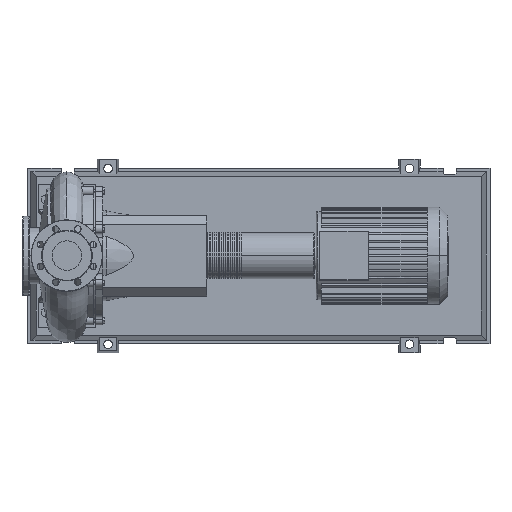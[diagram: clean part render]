
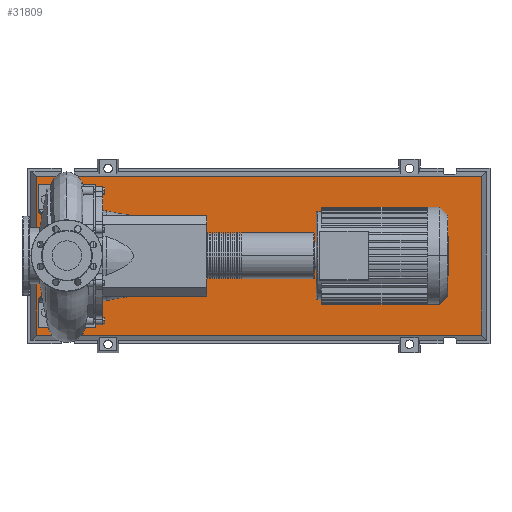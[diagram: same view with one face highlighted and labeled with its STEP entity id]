
A CAD part, top view. The second image highlights one B-rep face of the part: STEP entity #31809.
In plain terms, the highlighted planar face has unit normal (0, 0, 1).
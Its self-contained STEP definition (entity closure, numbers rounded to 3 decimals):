
#31490=CARTESIAN_POINT('',(1155.471,-220.471,103.0));
#31491=VERTEX_POINT('',#31490);
#31498=CARTESIAN_POINT('',(-85.471,-220.471,103.0));
#31499=VERTEX_POINT('',#31498);
#31500=CARTESIAN_POINT('',(1155.471,-220.471,103.0));
#31501=DIRECTION('',(-1.0,0.0,0.0));
#31502=VECTOR('',#31501,1240.941);
#31503=LINE('',#31500,#31502);
#31504=EDGE_CURVE('',#31491,#31499,#31503,.T.);
#31722=CARTESIAN_POINT('',(1155.471,220.471,103.0));
#31723=VERTEX_POINT('',#31722);
#31724=CARTESIAN_POINT('',(1155.471,220.471,103.0));
#31725=DIRECTION('',(0.0,-1.0,0.0));
#31726=VECTOR('',#31725,440.941);
#31727=LINE('',#31724,#31726);
#31728=EDGE_CURVE('',#31723,#31491,#31727,.T.);
#31746=CARTESIAN_POINT('',(-85.471,220.471,103.0));
#31747=VERTEX_POINT('',#31746);
#31748=CARTESIAN_POINT('',(-85.471,-220.471,103.0));
#31749=DIRECTION('',(0.0,1.0,0.0));
#31750=VECTOR('',#31749,440.941);
#31751=LINE('',#31748,#31750);
#31752=EDGE_CURVE('',#31499,#31747,#31751,.T.);
#31785=CARTESIAN_POINT('',(-85.471,220.471,103.0));
#31786=DIRECTION('',(1.0,0.0,0.0));
#31787=VECTOR('',#31786,1240.941);
#31788=LINE('',#31785,#31787);
#31789=EDGE_CURVE('',#31747,#31723,#31788,.T.);
#31798=CARTESIAN_POINT('',(535.,0.,103.0));
#31799=DIRECTION('',(0.0,0.0,1.0));
#31800=DIRECTION('',(1.0,0.0,0.0));
#31801=AXIS2_PLACEMENT_3D('',#31798,#31799,#31800);
#31802=PLANE('',#31801);
#31803=ORIENTED_EDGE('',*,*,#31728,.F.);
#31804=ORIENTED_EDGE('',*,*,#31789,.F.);
#31805=ORIENTED_EDGE('',*,*,#31752,.F.);
#31806=ORIENTED_EDGE('',*,*,#31504,.F.);
#31807=EDGE_LOOP('',(#31803,#31804,#31805,#31806));
#31808=FACE_OUTER_BOUND('',#31807,.T.);
#31809=ADVANCED_FACE('',(#31808),#31802,.T.);
